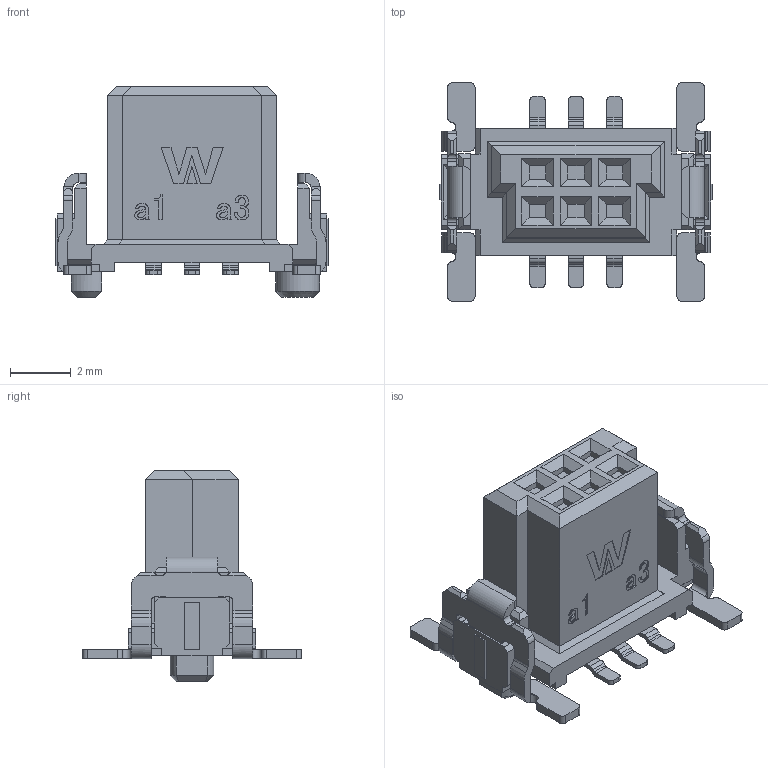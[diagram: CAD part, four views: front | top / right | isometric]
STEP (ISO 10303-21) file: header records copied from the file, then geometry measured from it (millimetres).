
FILE_DESCRIPTION( ('This file contains a STEP AP42 implementation' ,'as created by ZW3D STEP Interface translator.') ,'2;1' );
FILE_NAME( '3910-S006-062MS3WR1W.stp' ,'23 5 5.1854 2', (''), ('ZWCAD Software Co.'), 'Version 1.0', 'ZW3D to STEP translator', '' );
FILE_SCHEMA(('AUTOMOTIVE_DESIGN { 1 0 10303 214 1 1 1 1 }'));
Length unit declared in the file: millimetre
Products named in the file (2): 0; 3910-S006-062MS3WR1W
Bounding box: 8.99 x 7.2 x 6.95 mm (x, y, z)
Volume: 117.7 mm3; surface area: 296 mm2
Topology: 1 solids, 3 shells, 711 faces, 1865 edges, 1187 vertices
Faces by surface type: plane 475, cylinder 157, bspline 78, cone 1
Full cylindrical faces by diameter (mm): 1.45 x1
Entity records: 23045 total; most frequent: CARTESIAN_POINT 5490, ORIENTED_EDGE 3778, DIRECTION 3002, EDGE_CURVE 1889, VECTOR 1316, LINE 1316, VERTEX_POINT 1207, AXIS2_PLACEMENT_3D 843
